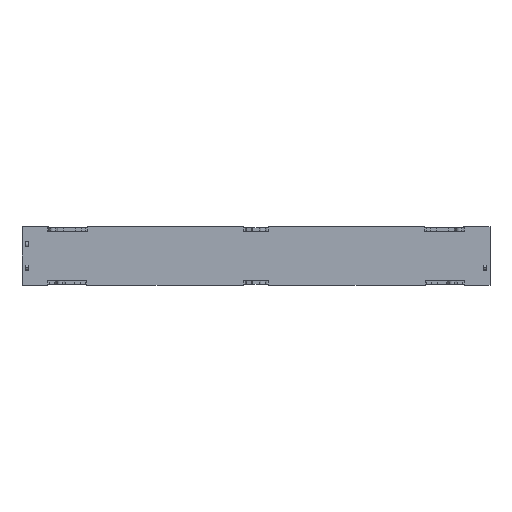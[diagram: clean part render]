
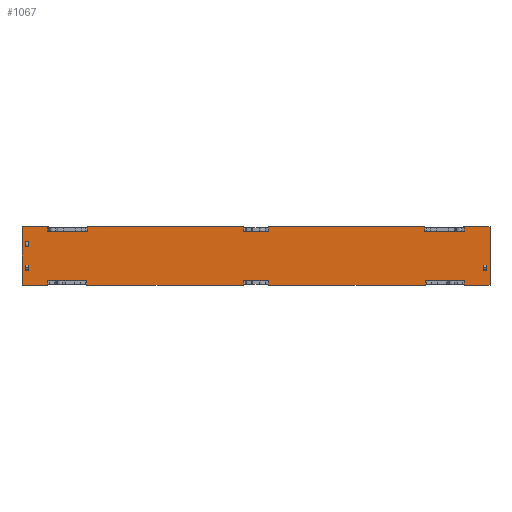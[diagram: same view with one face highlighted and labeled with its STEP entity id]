
A CAD part, front view. The second image highlights one B-rep face of the part: STEP entity #1067.
In plain terms, the highlighted planar face has unit normal (0, -1, 0).
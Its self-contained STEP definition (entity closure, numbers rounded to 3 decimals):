
#400=VERTEX_POINT('NONE',#401);
#401=CARTESIAN_POINT('',(33.35,0.8,-4.7));
#409=VERTEX_POINT('NONE',#410);
#410=CARTESIAN_POINT('',(37.5,0.8,-4.7));
#416=EDGE_CURVE('NONE',#409,#400,#417,.F.);
#417=LINE('',#418,#419);
#418=CARTESIAN_POINT('',(37.5,0.8,-4.7));
#419=VECTOR('',#420,1.0);
#420=DIRECTION('',(1.0,0.0,0.));
#433=VERTEX_POINT('NONE',#434);
#434=CARTESIAN_POINT('',(37.5,0.8,4.7));
#440=EDGE_CURVE('NONE',#433,#409,#441,.F.);
#441=LINE('',#442,#443);
#442=CARTESIAN_POINT('',(37.5,0.8,4.7));
#443=VECTOR('',#444,1.0);
#444=DIRECTION('',(0.0,0.0,1.0));
#455=VERTEX_POINT('NONE',#456);
#456=CARTESIAN_POINT('',(33.25,0.8,4.7));
#462=EDGE_CURVE('NONE',#455,#433,#463,.F.);
#463=LINE('',#464,#465);
#464=CARTESIAN_POINT('',(-37.5,0.8,4.7));
#465=VECTOR('',#466,1.0);
#466=DIRECTION('',(-1.0,0.0,0.));
#480=VERTEX_POINT('NONE',#481);
#481=CARTESIAN_POINT('',(33.25,0.8,3.9));
#487=EDGE_CURVE('NONE',#480,#455,#488,.F.);
#488=LINE('',#489,#490);
#489=CARTESIAN_POINT('',(33.25,0.8,-2.615));
#490=VECTOR('',#491,1.0);
#491=DIRECTION('',(0.0,0.0,-1.0));
#504=VERTEX_POINT('NONE',#505);
#505=CARTESIAN_POINT('',(27.05,0.8,3.9));
#511=EDGE_CURVE('NONE',#504,#480,#512,.T.);
#512=LINE('',#513,#514);
#513=CARTESIAN_POINT('',(0.0,0.8,3.9));
#514=VECTOR('',#515,1.0);
#515=DIRECTION('',(1.0,0.0,0.0));
#528=VERTEX_POINT('NONE',#529);
#529=CARTESIAN_POINT('',(27.05,0.8,4.7));
#535=EDGE_CURVE('NONE',#528,#504,#536,.F.);
#536=LINE('',#537,#538);
#537=CARTESIAN_POINT('',(27.05,0.8,-2.615));
#538=VECTOR('',#539,1.0);
#539=DIRECTION('',(0.0,0.0,1.0));
#553=VERTEX_POINT('NONE',#554);
#554=CARTESIAN_POINT('',(2.0,0.8,4.7));
#560=EDGE_CURVE('NONE',#553,#528,#561,.F.);
#561=LINE('',#562,#563);
#562=CARTESIAN_POINT('',(-37.5,0.8,4.7));
#563=VECTOR('',#564,1.0);
#564=DIRECTION('',(-1.0,0.0,0.));
#576=VERTEX_POINT('NONE',#577);
#577=CARTESIAN_POINT('',(2.0,0.8,3.9));
#583=EDGE_CURVE('NONE',#576,#553,#584,.F.);
#584=LINE('',#585,#586);
#585=CARTESIAN_POINT('',(2.0,0.8,3.9));
#586=VECTOR('',#587,1.0);
#587=DIRECTION('',(0.0,0.0,-1.0));
#600=VERTEX_POINT('NONE',#601);
#601=CARTESIAN_POINT('',(-2.0,0.8,3.9));
#607=EDGE_CURVE('NONE',#600,#576,#608,.T.);
#608=LINE('',#609,#610);
#609=CARTESIAN_POINT('',(0.0,0.8,3.9));
#610=VECTOR('',#611,1.0);
#611=DIRECTION('',(1.0,0.0,0.0));
#624=VERTEX_POINT('NONE',#625);
#625=CARTESIAN_POINT('',(-2.0,0.8,4.7));
#631=EDGE_CURVE('NONE',#624,#600,#632,.F.);
#632=LINE('',#633,#634);
#633=CARTESIAN_POINT('',(-2.0,0.8,3.9));
#634=VECTOR('',#635,1.0);
#635=DIRECTION('',(0.0,0.0,1.0));
#647=VERTEX_POINT('NONE',#648);
#648=CARTESIAN_POINT('',(-27.05,0.8,4.7));
#654=EDGE_CURVE('NONE',#647,#624,#655,.F.);
#655=LINE('',#656,#657);
#656=CARTESIAN_POINT('',(-37.5,0.8,4.7));
#657=VECTOR('',#658,1.0);
#658=DIRECTION('',(-1.0,0.0,0.));
#672=VERTEX_POINT('NONE',#673);
#673=CARTESIAN_POINT('',(-27.05,0.8,3.9));
#679=EDGE_CURVE('NONE',#672,#647,#680,.F.);
#680=LINE('',#681,#682);
#681=CARTESIAN_POINT('',(-27.05,0.8,-2.615));
#682=VECTOR('',#683,1.0);
#683=DIRECTION('',(0.0,0.0,-1.0));
#696=VERTEX_POINT('NONE',#697);
#697=CARTESIAN_POINT('',(-33.25,0.8,3.9));
#703=EDGE_CURVE('NONE',#696,#672,#704,.T.);
#704=LINE('',#705,#706);
#705=CARTESIAN_POINT('',(0.0,0.8,3.9));
#706=VECTOR('',#707,1.0);
#707=DIRECTION('',(1.0,0.0,0.0));
#720=VERTEX_POINT('NONE',#721);
#721=CARTESIAN_POINT('',(-33.25,0.8,4.7));
#727=EDGE_CURVE('NONE',#720,#696,#728,.F.);
#728=LINE('',#729,#730);
#729=CARTESIAN_POINT('',(-33.25,0.8,-2.615));
#730=VECTOR('',#731,1.0);
#731=DIRECTION('',(0.0,0.0,1.0));
#745=VERTEX_POINT('NONE',#746);
#746=CARTESIAN_POINT('',(-37.5,0.8,4.7));
#752=EDGE_CURVE('NONE',#745,#720,#753,.F.);
#753=LINE('',#754,#755);
#754=CARTESIAN_POINT('',(-37.5,0.8,4.7));
#755=VECTOR('',#756,1.0);
#756=DIRECTION('',(-1.0,0.0,0.));
#769=VERTEX_POINT('NONE',#770);
#770=CARTESIAN_POINT('',(-37.5,0.8,-4.7));
#776=EDGE_CURVE('NONE',#769,#745,#777,.F.);
#777=LINE('',#778,#779);
#778=CARTESIAN_POINT('',(-37.5,0.8,-4.7));
#779=VECTOR('',#780,1.0);
#780=DIRECTION('',(0.0,0.0,-1.0));
#791=VERTEX_POINT('NONE',#792);
#792=CARTESIAN_POINT('',(-33.35,0.8,-4.7));
#798=EDGE_CURVE('NONE',#791,#769,#799,.F.);
#799=LINE('',#800,#801);
#800=CARTESIAN_POINT('',(37.5,0.8,-4.7));
#801=VECTOR('',#802,1.0);
#802=DIRECTION('',(1.0,0.0,0.));
#816=VERTEX_POINT('NONE',#817);
#817=CARTESIAN_POINT('',(-33.35,0.8,-3.9));
#823=EDGE_CURVE('NONE',#816,#791,#824,.F.);
#824=LINE('',#825,#826);
#825=CARTESIAN_POINT('',(-33.35,0.8,2.615));
#826=VECTOR('',#827,1.0);
#827=DIRECTION('',(0.,0.0,1.0));
#840=VERTEX_POINT('NONE',#841);
#841=CARTESIAN_POINT('',(-27.15,0.8,-3.9));
#847=EDGE_CURVE('NONE',#840,#816,#848,.T.);
#848=LINE('',#849,#850);
#849=CARTESIAN_POINT('',(0.0,0.8,-3.9));
#850=VECTOR('',#851,1.0);
#851=DIRECTION('',(-1.0,0.0,0.0));
#864=VERTEX_POINT('NONE',#865);
#865=CARTESIAN_POINT('',(-27.15,0.8,-4.7));
#871=EDGE_CURVE('NONE',#864,#840,#872,.F.);
#872=LINE('',#873,#874);
#873=CARTESIAN_POINT('',(-27.15,0.8,2.615));
#874=VECTOR('',#875,1.0);
#875=DIRECTION('',(0.,0.0,-1.0));
#889=VERTEX_POINT('NONE',#890);
#890=CARTESIAN_POINT('',(-2.0,0.8,-4.7));
#896=EDGE_CURVE('NONE',#889,#864,#897,.F.);
#897=LINE('',#898,#899);
#898=CARTESIAN_POINT('',(37.5,0.8,-4.7));
#899=VECTOR('',#900,1.0);
#900=DIRECTION('',(1.0,0.0,0.));
#912=VERTEX_POINT('NONE',#913);
#913=CARTESIAN_POINT('',(-2.0,0.8,-3.9));
#919=EDGE_CURVE('NONE',#912,#889,#920,.T.);
#920=LINE('',#921,#922);
#921=CARTESIAN_POINT('',(-2.0,0.8,-3.9));
#922=VECTOR('',#923,1.0);
#923=DIRECTION('',(0.0,0.0,-1.0));
#936=VERTEX_POINT('NONE',#937);
#937=CARTESIAN_POINT('',(2.0,0.8,-3.9));
#943=EDGE_CURVE('NONE',#936,#912,#944,.T.);
#944=LINE('',#945,#946);
#945=CARTESIAN_POINT('',(0.0,0.8,-3.9));
#946=VECTOR('',#947,1.0);
#947=DIRECTION('',(-1.0,0.0,0.0));
#960=VERTEX_POINT('NONE',#961);
#961=CARTESIAN_POINT('',(2.0,0.8,-4.7));
#967=EDGE_CURVE('NONE',#960,#936,#968,.T.);
#968=LINE('',#969,#970);
#969=CARTESIAN_POINT('',(2.0,0.8,-3.9));
#970=VECTOR('',#971,1.0);
#971=DIRECTION('',(0.0,0.0,1.0));
#983=VERTEX_POINT('NONE',#984);
#984=CARTESIAN_POINT('',(27.15,0.8,-4.7));
#990=EDGE_CURVE('NONE',#983,#960,#991,.F.);
#991=LINE('',#992,#993);
#992=CARTESIAN_POINT('',(37.5,0.8,-4.7));
#993=VECTOR('',#994,1.0);
#994=DIRECTION('',(1.0,0.0,0.));
#1008=VERTEX_POINT('NONE',#1009);
#1009=CARTESIAN_POINT('',(27.15,0.8,-3.9));
#1015=EDGE_CURVE('NONE',#1008,#983,#1016,.F.);
#1016=LINE('',#1017,#1018);
#1017=CARTESIAN_POINT('',(27.15,0.8,2.615));
#1018=VECTOR('',#1019,1.0);
#1019=DIRECTION('',(0.,0.0,1.0));
#1032=VERTEX_POINT('NONE',#1033);
#1033=CARTESIAN_POINT('',(33.35,0.8,-3.9));
#1039=EDGE_CURVE('NONE',#1032,#1008,#1040,.T.);
#1040=LINE('',#1041,#1042);
#1041=CARTESIAN_POINT('',(0.0,0.8,-3.9));
#1042=VECTOR('',#1043,1.0);
#1043=DIRECTION('',(-1.0,0.0,0.0));
#1056=EDGE_CURVE('NONE',#400,#1032,#1057,.F.);
#1057=LINE('',#1058,#1059);
#1058=CARTESIAN_POINT('',(33.35,0.8,2.615));
#1059=VECTOR('',#1060,1.0);
#1060=DIRECTION('',(0.,0.0,-1.0));
#1067=ADVANCED_FACE('NONE',(#1068),#1098,.F.);
#1068=FACE_BOUND('NONE',#1069,.T.);
#1069=EDGE_LOOP('',(#1070,#1071,#1072,#1073,#1074,#1075,#1076,#1077,#1078,#1079,#1080,#1081,#1082,#1083,#1084,#1085,#1086,#1087,#1088,#1089,#1090,#1091,#1092,#1093,#1094,#1095,#1096,#1097));
#1070=ORIENTED_EDGE('',*,*,#1056,.F.);
#1071=ORIENTED_EDGE('',*,*,#416,.F.);
#1072=ORIENTED_EDGE('',*,*,#440,.F.);
#1073=ORIENTED_EDGE('',*,*,#462,.F.);
#1074=ORIENTED_EDGE('',*,*,#487,.F.);
#1075=ORIENTED_EDGE('',*,*,#511,.F.);
#1076=ORIENTED_EDGE('',*,*,#535,.F.);
#1077=ORIENTED_EDGE('',*,*,#560,.F.);
#1078=ORIENTED_EDGE('',*,*,#583,.F.);
#1079=ORIENTED_EDGE('',*,*,#607,.F.);
#1080=ORIENTED_EDGE('',*,*,#631,.F.);
#1081=ORIENTED_EDGE('',*,*,#654,.F.);
#1082=ORIENTED_EDGE('',*,*,#679,.F.);
#1083=ORIENTED_EDGE('',*,*,#703,.F.);
#1084=ORIENTED_EDGE('',*,*,#727,.F.);
#1085=ORIENTED_EDGE('',*,*,#752,.F.);
#1086=ORIENTED_EDGE('',*,*,#776,.F.);
#1087=ORIENTED_EDGE('',*,*,#798,.F.);
#1088=ORIENTED_EDGE('',*,*,#823,.F.);
#1089=ORIENTED_EDGE('',*,*,#847,.F.);
#1090=ORIENTED_EDGE('',*,*,#871,.F.);
#1091=ORIENTED_EDGE('',*,*,#896,.F.);
#1092=ORIENTED_EDGE('',*,*,#919,.F.);
#1093=ORIENTED_EDGE('',*,*,#943,.F.);
#1094=ORIENTED_EDGE('',*,*,#967,.F.);
#1095=ORIENTED_EDGE('',*,*,#990,.F.);
#1096=ORIENTED_EDGE('',*,*,#1015,.F.);
#1097=ORIENTED_EDGE('',*,*,#1039,.F.);
#1098=PLANE('',#1099);
#1099=AXIS2_PLACEMENT_3D('',#1100,#1101,#1102);
#1100=CARTESIAN_POINT('',(0.0,0.8,0.0));
#1101=DIRECTION('',(0.0,1.0,0.0));
#1102=DIRECTION('',(0.0,0.0,1.0));
